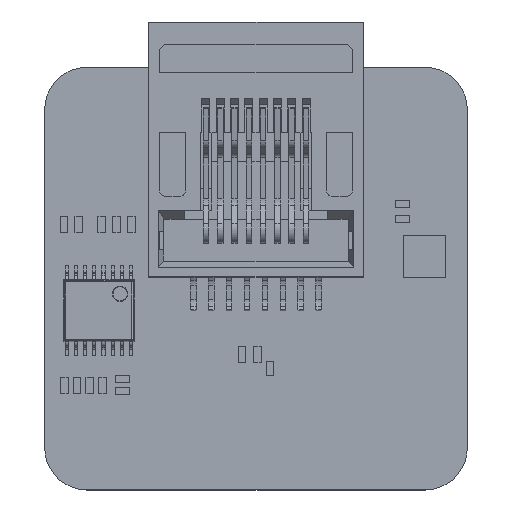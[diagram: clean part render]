
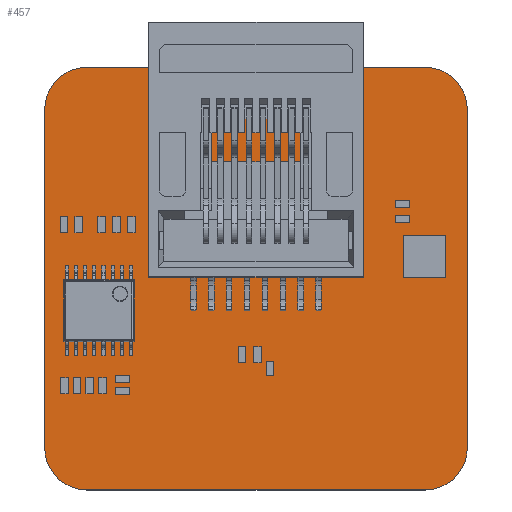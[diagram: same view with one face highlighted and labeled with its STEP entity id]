
A CAD part, top view. The second image highlights one B-rep face of the part: STEP entity #457.
In plain terms, the highlighted planar face has unit normal (0, 0, 1).
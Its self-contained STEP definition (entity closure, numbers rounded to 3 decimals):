
#192 = VERTEX_POINT('',#193);
#193 = CARTESIAN_POINT('',(100.,58.,1.637));
#199 = EDGE_CURVE('',#192,#200,#202,.T.);
#200 = VERTEX_POINT('',#201);
#201 = CARTESIAN_POINT('',(100.,82.,1.637));
#202 = LINE('',#203,#204);
#203 = CARTESIAN_POINT('',(100.,58.,1.637));
#204 = VECTOR('',#205,1.);
#205 = DIRECTION('',(0.,1.,0.));
#230 = EDGE_CURVE('',#200,#231,#233,.T.);
#231 = VERTEX_POINT('',#232);
#232 = CARTESIAN_POINT('',(103.,85.,1.637));
#233 = CIRCLE('',#234,3.001);
#234 = AXIS2_PLACEMENT_3D('',#235,#236,#237);
#235 = CARTESIAN_POINT('',(103.001,81.999,1.637));
#236 = DIRECTION('',(0.,0.,-1.));
#237 = DIRECTION('',(-1.,0.,0.));
#263 = EDGE_CURVE('',#231,#264,#266,.T.);
#264 = VERTEX_POINT('',#265);
#265 = CARTESIAN_POINT('',(127.,85.,1.637));
#266 = LINE('',#267,#268);
#267 = CARTESIAN_POINT('',(103.,85.,1.637));
#268 = VECTOR('',#269,1.);
#269 = DIRECTION('',(1.,0.,0.));
#294 = EDGE_CURVE('',#264,#295,#297,.T.);
#295 = VERTEX_POINT('',#296);
#296 = CARTESIAN_POINT('',(130.,82.,1.637));
#297 = CIRCLE('',#298,3.001);
#298 = AXIS2_PLACEMENT_3D('',#299,#300,#301);
#299 = CARTESIAN_POINT('',(126.999,81.999,1.637));
#300 = DIRECTION('',(0.,0.,-1.));
#301 = DIRECTION('',(0.,1.,0.));
#327 = EDGE_CURVE('',#295,#328,#330,.T.);
#328 = VERTEX_POINT('',#329);
#329 = CARTESIAN_POINT('',(130.,58.,1.637));
#330 = LINE('',#331,#332);
#331 = CARTESIAN_POINT('',(130.,82.,1.637));
#332 = VECTOR('',#333,1.);
#333 = DIRECTION('',(0.,-1.,0.));
#358 = EDGE_CURVE('',#328,#359,#361,.T.);
#359 = VERTEX_POINT('',#360);
#360 = CARTESIAN_POINT('',(127.,55.,1.637));
#361 = CIRCLE('',#362,3.001);
#362 = AXIS2_PLACEMENT_3D('',#363,#364,#365);
#363 = CARTESIAN_POINT('',(126.999,58.001,1.637));
#364 = DIRECTION('',(0.,0.,-1.));
#365 = DIRECTION('',(1.,0.,0.));
#391 = EDGE_CURVE('',#359,#392,#394,.T.);
#392 = VERTEX_POINT('',#393);
#393 = CARTESIAN_POINT('',(103.,55.,1.637));
#394 = LINE('',#395,#396);
#395 = CARTESIAN_POINT('',(127.,55.,1.637));
#396 = VECTOR('',#397,1.);
#397 = DIRECTION('',(-1.,0.,0.));
#422 = EDGE_CURVE('',#392,#192,#423,.T.);
#423 = CIRCLE('',#424,3.001);
#424 = AXIS2_PLACEMENT_3D('',#425,#426,#427);
#425 = CARTESIAN_POINT('',(103.001,58.001,1.637));
#426 = DIRECTION('',(0.,0.,-1.));
#427 = DIRECTION('',(0.,-1.,0.));
#457 = ADVANCED_FACE('',(#458),#468,.T.);
#458 = FACE_BOUND('',#459,.F.);
#459 = EDGE_LOOP('',(#460,#461,#462,#463,#464,#465,#466,#467));
#460 = ORIENTED_EDGE('',*,*,#199,.T.);
#461 = ORIENTED_EDGE('',*,*,#230,.T.);
#462 = ORIENTED_EDGE('',*,*,#263,.T.);
#463 = ORIENTED_EDGE('',*,*,#294,.T.);
#464 = ORIENTED_EDGE('',*,*,#327,.T.);
#465 = ORIENTED_EDGE('',*,*,#358,.T.);
#466 = ORIENTED_EDGE('',*,*,#391,.T.);
#467 = ORIENTED_EDGE('',*,*,#422,.T.);
#468 = PLANE('',#469);
#469 = AXIS2_PLACEMENT_3D('',#470,#471,#472);
#470 = CARTESIAN_POINT('',(100.,58.,1.637));
#471 = DIRECTION('',(0.,0.,1.));
#472 = DIRECTION('',(1.,0.,0.));
